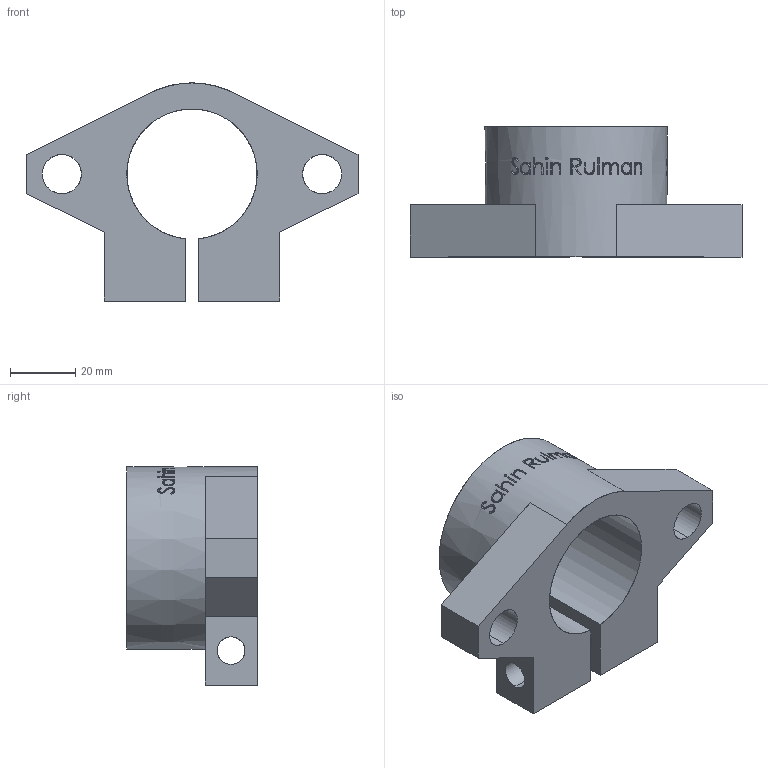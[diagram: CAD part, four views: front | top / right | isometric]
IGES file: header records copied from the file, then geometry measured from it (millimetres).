
Start section: SolidWorks IGES file using analytic representation for surfaces
Global section: file name: SHF 40.IGS; native system: SolidWorks 2011; preprocessor: SolidWorks 2011; author: Mheart; date: 120310.133029; units: millimetre
Bounding box: 102 x 40 x 67 mm (x, y, z)
Surface area: 23131.3 mm2 (no closed solid volume)
Topology: 0 solids, 0 shells, 254 faces, 3184 edges, 3184 vertices
Faces by surface type: bspline 222, revolution 32
